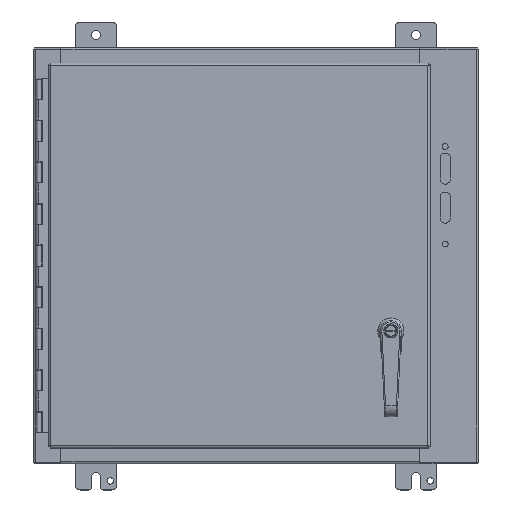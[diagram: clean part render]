
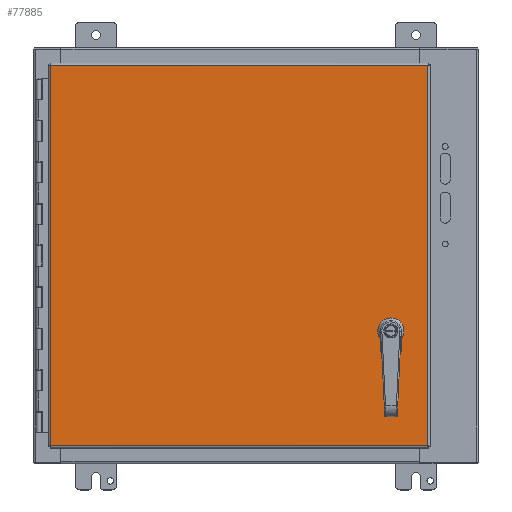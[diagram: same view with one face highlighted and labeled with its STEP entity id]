
A CAD part, top view. The second image highlights one B-rep face of the part: STEP entity #77885.
In plain terms, the highlighted planar face has unit normal (0, 0, 1).
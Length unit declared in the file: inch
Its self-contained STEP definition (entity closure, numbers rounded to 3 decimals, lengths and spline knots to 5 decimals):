
#451 = DIRECTION ( 'NONE',  ( 0., 0., -1. ) ) ;
#3089 = CARTESIAN_POINT ( 'NONE',  ( 18.95557, 19.14725, 8.875 ) ) ;
#3825 = AXIS2_PLACEMENT_3D ( 'NONE', #17854, #451, #12609 ) ;
#4427 = FACE_OUTER_BOUND ( 'NONE', #28171, .T. ) ;
#4489 = EDGE_CURVE ( 'NONE', #50012, #22483, #48212, .T. ) ;
#5662 = DIRECTION ( 'NONE',  ( 0., 0., 1. ) ) ;
#6534 = CARTESIAN_POINT ( 'NONE',  ( 18.95557, 10.0025, 8.875 ) ) ;
#6742 = VECTOR ( 'NONE', #61351, 39.37008 ) ;
#7572 = ORIENTED_EDGE ( 'NONE', *, *, #36906, .T. ) ;
#7773 = CIRCLE ( 'NONE', #76124, 0.453 ) ;
#8377 = AXIS2_PLACEMENT_3D ( 'NONE', #35656, #5662, #60954 ) ;
#8696 = DIRECTION ( 'NONE',  ( 0., 0., -1. ) ) ;
#8857 = LINE ( 'NONE', #33592, #62989 ) ;
#10105 = DIRECTION ( 'NONE',  ( 0., -1., 0. ) ) ;
#10738 = CARTESIAN_POINT ( 'NONE',  ( 16.77432, 10.0025, 8.875 ) ) ;
#12444 = VERTEX_POINT ( 'NONE', #58806 ) ;
#12609 = DIRECTION ( 'NONE',  ( -1., 0., 0. ) ) ;
#13234 = DIRECTION ( 'NONE',  ( 1., 0., 0. ) ) ;
#13582 = LINE ( 'NONE', #25360, #23461 ) ;
#13943 = DIRECTION ( 'NONE',  ( -1., 0., 0. ) ) ;
#14163 = VERTEX_POINT ( 'NONE', #25047 ) ;
#15080 = CARTESIAN_POINT ( 'NONE',  ( 16.9617, 6.7775, 8.875 ) ) ;
#15642 = VERTEX_POINT ( 'NONE', #15080 ) ;
#16630 = VERTEX_POINT ( 'NONE', #53549 ) ;
#17854 = CARTESIAN_POINT ( 'NONE',  ( 17.17432, 6.3775, 8.875 ) ) ;
#18572 = VERTEX_POINT ( 'NONE', #35237 ) ;
#19081 = DIRECTION ( 'NONE',  ( 0., 0., -1. ) ) ;
#19668 = DIRECTION ( 'NONE',  ( 0., 0., -1. ) ) ;
#19906 = EDGE_CURVE ( 'NONE', #29068, #14163, #69502, .T. ) ;
#22483 = VERTEX_POINT ( 'NONE', #3089 ) ;
#23461 = VECTOR ( 'NONE', #43108, 39.37008 ) ;
#24057 = VECTOR ( 'NONE', #37335, 39.37008 ) ;
#24091 = EDGE_CURVE ( 'NONE', #12444, #69561, #52871, .T. ) ;
#25047 = CARTESIAN_POINT ( 'NONE',  ( 17.57432, 6.59012, 8.875 ) ) ;
#25360 = CARTESIAN_POINT ( 'NONE',  ( 0.82232, 10.0025, 8.875 ) ) ;
#25488 = LINE ( 'NONE', #79132, #6742 ) ;
#27447 = VERTEX_POINT ( 'NONE', #30223 ) ;
#28171 = EDGE_LOOP ( 'NONE', ( #46746, #41648, #44220, #29329 ) ) ;
#28943 = EDGE_CURVE ( 'NONE', #16630, #50012, #36403, .T. ) ;
#29001 = LINE ( 'NONE', #10738, #37561 ) ;
#29068 = VERTEX_POINT ( 'NONE', #63684 ) ;
#29176 = PLANE ( 'NONE',  #8377 ) ;
#29177 = DIRECTION ( 'NONE',  ( -1., 0., 0. ) ) ;
#29329 = ORIENTED_EDGE ( 'NONE', *, *, #58864, .T. ) ;
#29416 = DIRECTION ( 'NONE',  ( 0., 1., 0. ) ) ;
#30223 = CARTESIAN_POINT ( 'NONE',  ( 0.82232, 19.14725, 8.875 ) ) ;
#33155 = EDGE_LOOP ( 'NONE', ( #39108, #34152, #60488, #65386, #58740, #7572, #37314, #44940 ) ) ;
#33592 = CARTESIAN_POINT ( 'NONE',  ( 9.88894, 5.9775, 8.875 ) ) ;
#34152 = ORIENTED_EDGE ( 'NONE', *, *, #55564, .T. ) ;
#35007 = VERTEX_POINT ( 'NONE', #53041 ) ;
#35237 = CARTESIAN_POINT ( 'NONE',  ( 16.77432, 6.59012, 8.875 ) ) ;
#35656 = CARTESIAN_POINT ( 'NONE',  ( 9.88894, 10.0025, 8.875 ) ) ;
#35712 = EDGE_CURVE ( 'NONE', #27447, #16630, #13582, .T. ) ;
#36403 = LINE ( 'NONE', #60876, #64461 ) ;
#36906 = EDGE_CURVE ( 'NONE', #15642, #29068, #25488, .T. ) ;
#37314 = ORIENTED_EDGE ( 'NONE', *, *, #19906, .T. ) ;
#37335 = DIRECTION ( 'NONE',  ( 0., 1., 0. ) ) ;
#37561 = VECTOR ( 'NONE', #29416, 39.37008 ) ;
#39108 = ORIENTED_EDGE ( 'NONE', *, *, #76066, .T. ) ;
#39700 = LINE ( 'NONE', #40115, #66083 ) ;
#40115 = CARTESIAN_POINT ( 'NONE',  ( 9.88894, 19.14725, 8.875 ) ) ;
#40862 = CARTESIAN_POINT ( 'NONE',  ( 17.57432, 10.0025, 8.875 ) ) ;
#41648 = ORIENTED_EDGE ( 'NONE', *, *, #28943, .T. ) ;
#43108 = DIRECTION ( 'NONE',  ( 0., -1., 0. ) ) ;
#44018 = CIRCLE ( 'NONE', #58139, 0.453 ) ;
#44220 = ORIENTED_EDGE ( 'NONE', *, *, #4489, .T. ) ;
#44940 = ORIENTED_EDGE ( 'NONE', *, *, #77247, .T. ) ;
#46746 = ORIENTED_EDGE ( 'NONE', *, *, #35712, .T. ) ;
#46829 = VECTOR ( 'NONE', #10105, 39.37008 ) ;
#47338 = FACE_BOUND ( 'NONE', #33155, .T. ) ;
#48212 = LINE ( 'NONE', #6534, #24057 ) ;
#50012 = VERTEX_POINT ( 'NONE', #77677 ) ;
#50366 = CARTESIAN_POINT ( 'NONE',  ( 17.17432, 6.3775, 8.875 ) ) ;
#50380 = EDGE_CURVE ( 'NONE', #69561, #18572, #29001, .T. ) ;
#50822 = CARTESIAN_POINT ( 'NONE',  ( 16.77432, 6.16488, 8.875 ) ) ;
#52871 = CIRCLE ( 'NONE', #3825, 0.453 ) ;
#53041 = CARTESIAN_POINT ( 'NONE',  ( 17.57432, 6.16488, 8.875 ) ) ;
#53549 = CARTESIAN_POINT ( 'NONE',  ( 0.82232, 0.85775, 8.875 ) ) ;
#55564 = EDGE_CURVE ( 'NONE', #64180, #12444, #8857, .T. ) ;
#56579 = CARTESIAN_POINT ( 'NONE',  ( 17.38694, 5.9775, 8.875 ) ) ;
#57341 = EDGE_CURVE ( 'NONE', #18572, #15642, #7773, .T. ) ;
#58139 = AXIS2_PLACEMENT_3D ( 'NONE', #65145, #8696, #70816 ) ;
#58740 = ORIENTED_EDGE ( 'NONE', *, *, #57341, .T. ) ;
#58806 = CARTESIAN_POINT ( 'NONE',  ( 16.9617, 5.9775, 8.875 ) ) ;
#58864 = EDGE_CURVE ( 'NONE', #22483, #27447, #39700, .T. ) ;
#60488 = ORIENTED_EDGE ( 'NONE', *, *, #24091, .T. ) ;
#60876 = CARTESIAN_POINT ( 'NONE',  ( 9.88894, 0.85775, 8.875 ) ) ;
#60954 = DIRECTION ( 'NONE',  ( 1., 0., 0. ) ) ;
#61351 = DIRECTION ( 'NONE',  ( 1., 0., 0. ) ) ;
#62989 = VECTOR ( 'NONE', #70970, 39.37008 ) ;
#63684 = CARTESIAN_POINT ( 'NONE',  ( 17.38694, 6.7775, 8.875 ) ) ;
#64180 = VERTEX_POINT ( 'NONE', #56579 ) ;
#64461 = VECTOR ( 'NONE', #13234, 39.37008 ) ;
#65145 = CARTESIAN_POINT ( 'NONE',  ( 17.17432, 6.3775, 8.875 ) ) ;
#65386 = ORIENTED_EDGE ( 'NONE', *, *, #50380, .T. ) ;
#66083 = VECTOR ( 'NONE', #29177, 39.37008 ) ;
#66869 = AXIS2_PLACEMENT_3D ( 'NONE', #50366, #19668, #13943 ) ;
#67870 = CARTESIAN_POINT ( 'NONE',  ( 17.17432, 6.3775, 8.875 ) ) ;
#69474 = DIRECTION ( 'NONE',  ( -1., 0., 0. ) ) ;
#69502 = CIRCLE ( 'NONE', #66869, 0.453 ) ;
#69561 = VERTEX_POINT ( 'NONE', #50822 ) ;
#70816 = DIRECTION ( 'NONE',  ( -1., 0., 0. ) ) ;
#70970 = DIRECTION ( 'NONE',  ( -1., 0., 0. ) ) ;
#71838 = LINE ( 'NONE', #40862, #46829 ) ;
#76066 = EDGE_CURVE ( 'NONE', #35007, #64180, #44018, .T. ) ;
#76124 = AXIS2_PLACEMENT_3D ( 'NONE', #67870, #19081, #69474 ) ;
#77247 = EDGE_CURVE ( 'NONE', #14163, #35007, #71838, .T. ) ;
#77677 = CARTESIAN_POINT ( 'NONE',  ( 18.95557, 0.85775, 8.875 ) ) ;
#77885 = ADVANCED_FACE ( 'NONE', ( #47338, #4427 ), #29176, .T. ) ;
#79132 = CARTESIAN_POINT ( 'NONE',  ( 9.88894, 6.7775, 8.875 ) ) ;
